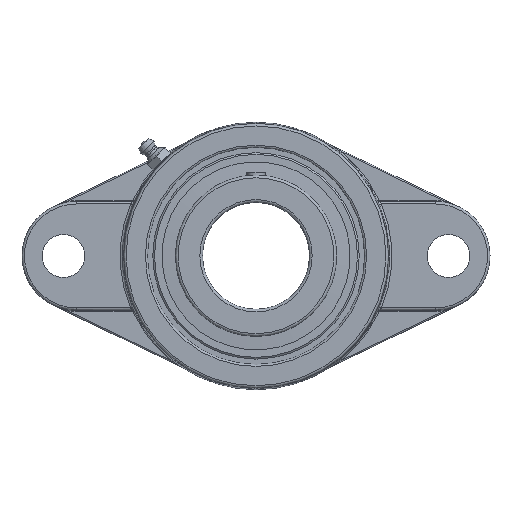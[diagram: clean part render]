
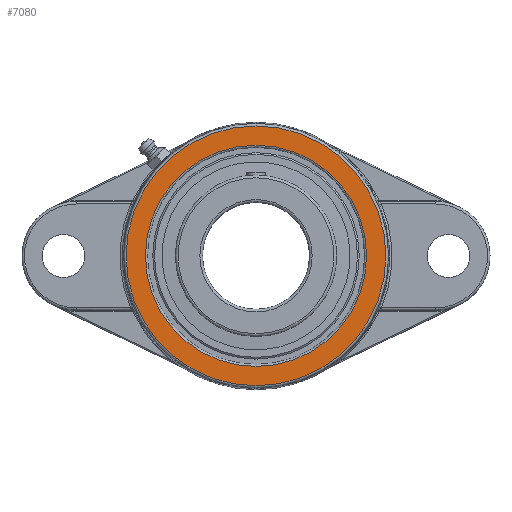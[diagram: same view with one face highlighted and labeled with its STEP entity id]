
A CAD part, top view. The second image highlights one B-rep face of the part: STEP entity #7080.
In plain terms, the highlighted planar face has unit normal (0, 0, 1).
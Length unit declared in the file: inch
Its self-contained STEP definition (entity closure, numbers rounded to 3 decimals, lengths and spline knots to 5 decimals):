
#7023=CARTESIAN_POINT('',(0.,1.91258,1.41732));
#7024=VERTEX_POINT('',#7023);
#7051=CARTESIAN_POINT('',(0.,0.,1.41732));
#7052=DIRECTION('',(-0.,0.,-1.));
#7053=DIRECTION('',(-0.,-1.,0.));
#7054=AXIS2_PLACEMENT_3D('',#7051,#7052,#7053);
#7055=CIRCLE('',#7054,1.91258);
#7056=EDGE_CURVE('',#7024,#7024,#7055,.T.);
#7061=CARTESIAN_POINT('',(-0.,-0.,1.41732));
#7062=DIRECTION('',(0.,0.,1.));
#7063=DIRECTION('',(1.,0.,0.));
#7064=AXIS2_PLACEMENT_3D('',#7061,#7062,#7063);
#7065=PLANE('',#7064);
#7066=CARTESIAN_POINT('',(0.,-1.62785,1.41732));
#7067=VERTEX_POINT('',#7066);
#7068=CARTESIAN_POINT('',(0.,0.,1.41732));
#7069=DIRECTION('',(0.,0.,1.));
#7070=DIRECTION('',(-0.,1.,0.));
#7071=AXIS2_PLACEMENT_3D('',#7068,#7069,#7070);
#7072=CIRCLE('',#7071,1.62785);
#7073=EDGE_CURVE('',#7067,#7067,#7072,.T.);
#7074=ORIENTED_EDGE('',*,*,#7073,.F.);
#7075=EDGE_LOOP('',(#7074));
#7076=FACE_BOUND('',#7075,.T.);
#7077=ORIENTED_EDGE('',*,*,#7056,.F.);
#7078=EDGE_LOOP('',(#7077));
#7079=FACE_BOUND('',#7078,.T.);
#7080=ADVANCED_FACE('',(#7076,#7079),#7065,.T.);
